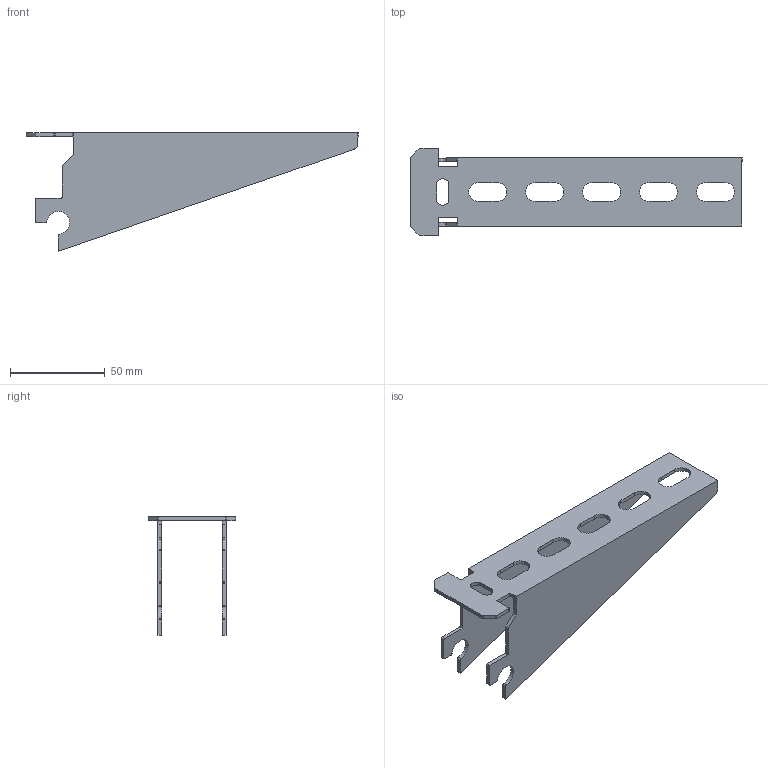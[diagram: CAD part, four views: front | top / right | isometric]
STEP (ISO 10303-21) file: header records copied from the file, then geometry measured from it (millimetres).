
FILE_DESCRIPTION(/* description */ (''),/* implementation_level */ '2;1');
FILE_NAME(/* name */ '',/* time_stamp */ '2023-05-17T11:59:27+03:00',/* author */ ('Man88'),/* organization */ (''),/* preprocessor_version */ 'ST-DEVELOPER v19.2',/* originating_system */ 'Autodesk Inventor 2023',/* authorisation */ '');
FILE_SCHEMA (('AUTOMOTIVE_DESIGN { 1 0 10303 214 3 1 1 }'));
Length unit declared in the file: millimetre
Products named in the file (1): Полка кабельная 
L175x2.0 мм, К1160-2.0 N
Bounding box: 175 x 46 x 62.5 mm (x, y, z)
Volume: 31432.3 mm3; surface area: 33429.8 mm2
Topology: 1 solids, 1 shells, 92 faces, 270 edges, 180 vertices
Faces by surface type: plane 52, cylinder 40
Entity records: 3233 total; most frequent: CARTESIAN_POINT 543, ORIENTED_EDGE 540, DIRECTION 536, EDGE_CURVE 270, LINE 190, VECTOR 190, VERTEX_POINT 180, AXIS2_PLACEMENT_3D 173
